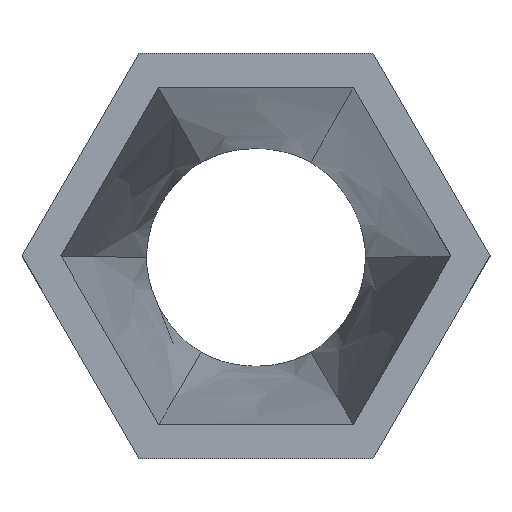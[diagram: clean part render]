
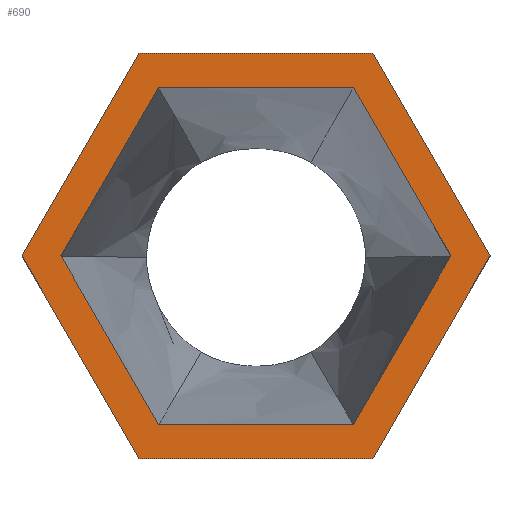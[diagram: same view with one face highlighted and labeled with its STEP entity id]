
A CAD part, top view. The second image highlights one B-rep face of the part: STEP entity #690.
In plain terms, the highlighted planar face has unit normal (0, 0, 1).
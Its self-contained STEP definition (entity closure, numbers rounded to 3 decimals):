
#51=FACE_BOUND('',#156,.T.);
#75=PLANE('',#740);
#113=FACE_OUTER_BOUND('',#155,.T.);
#155=EDGE_LOOP('',(#628,#629,#630,#631,#632,#633));
#156=EDGE_LOOP('',(#634,#635,#636,#637,#638,#639));
#193=LINE('',#1372,#261);
#196=LINE('',#1378,#264);
#199=LINE('',#1384,#267);
#202=LINE('',#1390,#270);
#205=LINE('',#1396,#273);
#208=LINE('',#1400,#276);
#211=LINE('',#1408,#279);
#214=LINE('',#1414,#282);
#217=LINE('',#1420,#285);
#220=LINE('',#1426,#288);
#223=LINE('',#1432,#291);
#226=LINE('',#1436,#294);
#261=VECTOR('',#822,10.);
#264=VECTOR('',#827,10.);
#267=VECTOR('',#832,10.);
#270=VECTOR('',#837,10.);
#273=VECTOR('',#842,10.);
#276=VECTOR('',#847,10.);
#279=VECTOR('',#852,10.);
#282=VECTOR('',#857,10.);
#285=VECTOR('',#862,10.);
#288=VECTOR('',#867,10.);
#291=VECTOR('',#872,10.);
#294=VECTOR('',#877,10.);
#345=VERTEX_POINT('',#1369);
#346=VERTEX_POINT('',#1371);
#348=VERTEX_POINT('',#1377);
#350=VERTEX_POINT('',#1383);
#352=VERTEX_POINT('',#1389);
#354=VERTEX_POINT('',#1395);
#357=VERTEX_POINT('',#1405);
#358=VERTEX_POINT('',#1407);
#360=VERTEX_POINT('',#1413);
#362=VERTEX_POINT('',#1419);
#364=VERTEX_POINT('',#1425);
#366=VERTEX_POINT('',#1431);
#428=EDGE_CURVE('',#346,#345,#193,.T.);
#431=EDGE_CURVE('',#348,#346,#196,.T.);
#434=EDGE_CURVE('',#350,#348,#199,.T.);
#437=EDGE_CURVE('',#352,#350,#202,.T.);
#440=EDGE_CURVE('',#354,#352,#205,.T.);
#443=EDGE_CURVE('',#345,#354,#208,.T.);
#446=EDGE_CURVE('',#358,#357,#211,.T.);
#449=EDGE_CURVE('',#360,#358,#214,.T.);
#452=EDGE_CURVE('',#362,#360,#217,.T.);
#455=EDGE_CURVE('',#364,#362,#220,.T.);
#458=EDGE_CURVE('',#366,#364,#223,.T.);
#461=EDGE_CURVE('',#357,#366,#226,.T.);
#628=ORIENTED_EDGE('',*,*,#461,.T.);
#629=ORIENTED_EDGE('',*,*,#458,.T.);
#630=ORIENTED_EDGE('',*,*,#455,.T.);
#631=ORIENTED_EDGE('',*,*,#452,.T.);
#632=ORIENTED_EDGE('',*,*,#449,.T.);
#633=ORIENTED_EDGE('',*,*,#446,.T.);
#634=ORIENTED_EDGE('',*,*,#443,.T.);
#635=ORIENTED_EDGE('',*,*,#440,.T.);
#636=ORIENTED_EDGE('',*,*,#437,.T.);
#637=ORIENTED_EDGE('',*,*,#434,.T.);
#638=ORIENTED_EDGE('',*,*,#431,.T.);
#639=ORIENTED_EDGE('',*,*,#428,.T.);
#690=ADVANCED_FACE('',(#113,#51),#75,.T.);
#740=AXIS2_PLACEMENT_3D('',#1437,#878,#879);
#822=DIRECTION('',(-1.,0.,0.));
#827=DIRECTION('',(-0.5,-0.866,0.));
#832=DIRECTION('',(0.5,-0.866,0.));
#837=DIRECTION('',(1.,0.,0.));
#842=DIRECTION('',(0.5,0.866,0.));
#847=DIRECTION('',(-0.5,0.866,0.));
#852=DIRECTION('',(-0.5,-0.866,0.));
#857=DIRECTION('',(-1.,0.,0.));
#862=DIRECTION('',(-0.5,0.866,0.));
#867=DIRECTION('',(0.5,0.866,0.));
#872=DIRECTION('',(1.,0.,0.));
#877=DIRECTION('',(0.5,-0.866,0.));
#878=DIRECTION('center_axis',(0.,0.,1.));
#879=DIRECTION('ref_axis',(1.,0.,0.));
#1369=CARTESIAN_POINT('',(-11.547,-20.,0.));
#1371=CARTESIAN_POINT('',(11.547,-20.,0.));
#1372=CARTESIAN_POINT('',(-11.547,-20.,0.));
#1377=CARTESIAN_POINT('',(23.094,0.,0.));
#1378=CARTESIAN_POINT('',(11.547,-20.,0.));
#1383=CARTESIAN_POINT('',(11.547,20.,0.));
#1384=CARTESIAN_POINT('',(23.094,0.,0.));
#1389=CARTESIAN_POINT('',(-11.547,20.,0.));
#1390=CARTESIAN_POINT('',(11.547,20.,0.));
#1395=CARTESIAN_POINT('',(-23.094,0.,0.));
#1396=CARTESIAN_POINT('',(-11.547,20.,0.));
#1400=CARTESIAN_POINT('',(-23.094,0.,0.));
#1405=CARTESIAN_POINT('',(-27.713,0.,0.));
#1407=CARTESIAN_POINT('',(-13.856,24.,0.));
#1408=CARTESIAN_POINT('',(-13.856,24.,0.));
#1413=CARTESIAN_POINT('',(13.856,24.,0.));
#1414=CARTESIAN_POINT('',(13.856,24.,0.));
#1419=CARTESIAN_POINT('',(27.713,0.,0.));
#1420=CARTESIAN_POINT('',(27.713,0.,0.));
#1425=CARTESIAN_POINT('',(13.856,-24.,0.));
#1426=CARTESIAN_POINT('',(13.856,-24.,0.));
#1431=CARTESIAN_POINT('',(-13.856,-24.,0.));
#1432=CARTESIAN_POINT('',(-13.856,-24.,0.));
#1436=CARTESIAN_POINT('',(-27.713,0.,0.));
#1437=CARTESIAN_POINT('Origin',(0.,0.,
0.));
